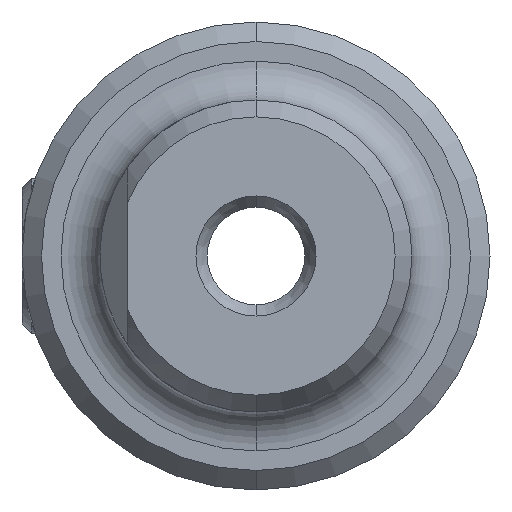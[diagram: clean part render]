
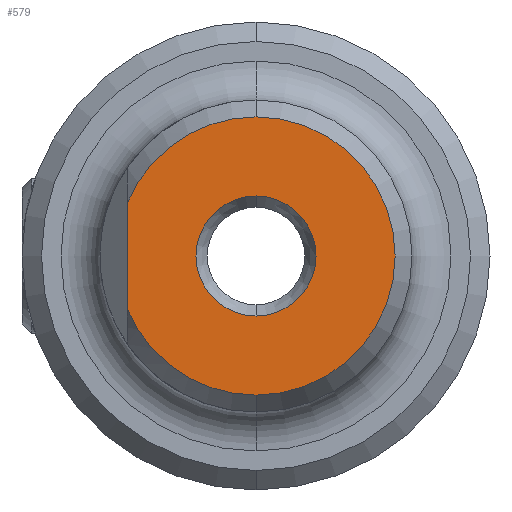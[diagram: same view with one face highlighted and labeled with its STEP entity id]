
A CAD part, left-side view. The second image highlights one B-rep face of the part: STEP entity #579.
In plain terms, the highlighted planar face has unit normal (-1, 0, 0).
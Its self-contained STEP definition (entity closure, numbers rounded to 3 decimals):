
#37 = AXIS2_PLACEMENT_3D ( 'NONE', #1312, #233, #1492 ) ;
#47 = CIRCLE ( 'NONE', #256, 3.077 ) ;
#48 = CARTESIAN_POINT ( 'NONE',  ( 0., 6.6, 0. ) ) ;
#56 = EDGE_CURVE ( 'NONE', #250, #381, #2218, .T. ) ;
#72 = CARTESIAN_POINT ( 'NONE',  ( 0., 6.6, -2.708 ) ) ;
#88 = CARTESIAN_POINT ( 'NONE',  ( 0., 0., 3.077 ) ) ;
#90 = DIRECTION ( 'NONE',  ( -1., 0., 0. ) ) ;
#131 = FACE_OUTER_BOUND ( 'NONE', #271, .T. ) ;
#168 = EDGE_LOOP ( 'NONE', ( #2176, #590 ) ) ;
#183 = PLANE ( 'NONE',  #1953 ) ;
#195 = ORIENTED_EDGE ( 'NONE', *, *, #1025, .T. ) ;
#233 = DIRECTION ( 'NONE',  ( -1., 0., 0. ) ) ;
#250 = VERTEX_POINT ( 'NONE', #88 ) ;
#256 = AXIS2_PLACEMENT_3D ( 'NONE', #1496, #1685, #604 ) ;
#268 = CARTESIAN_POINT ( 'NONE',  ( 0., 0., -3.077 ) ) ;
#271 = EDGE_LOOP ( 'NONE', ( #195, #378, #696, #1515 ) ) ;
#336 = EDGE_CURVE ( 'NONE', #381, #250, #47, .T. ) ;
#378 = ORIENTED_EDGE ( 'NONE', *, *, #1677, .T. ) ;
#381 = VERTEX_POINT ( 'NONE', #268 ) ;
#439 = DIRECTION ( 'NONE',  ( -1., 0., 0. ) ) ;
#495 = LINE ( 'NONE', #48, #922 ) ;
#579 = ADVANCED_FACE ( 'NONE', ( #1264, #131 ), #183, .F. ) ;
#590 = ORIENTED_EDGE ( 'NONE', *, *, #336, .F. ) ;
#604 = DIRECTION ( 'NONE',  ( 0., 0., 1. ) ) ;
#661 = DIRECTION ( 'NONE',  ( 0., 0., 1. ) ) ;
#696 = ORIENTED_EDGE ( 'NONE', *, *, #2231, .T. ) ;
#775 = AXIS2_PLACEMENT_3D ( 'NONE', #1172, #90, #1358 ) ;
#843 = AXIS2_PLACEMENT_3D ( 'NONE', #1508, #439, #1699 ) ;
#853 = CARTESIAN_POINT ( 'NONE',  ( 0., 0., 0. ) ) ;
#868 = CARTESIAN_POINT ( 'NONE',  ( 0., 6.6, 2.708 ) ) ;
#922 = VECTOR ( 'NONE', #954, 1000. ) ;
#954 = DIRECTION ( 'NONE',  ( 0., 0., -1. ) ) ;
#1025 = EDGE_CURVE ( 'NONE', #1080, #1093, #1882, .T. ) ;
#1027 = EDGE_CURVE ( 'NONE', #1989, #1080, #495, .T. ) ;
#1080 = VERTEX_POINT ( 'NONE', #72 ) ;
#1086 = CIRCLE ( 'NONE', #775, 7.134 ) ;
#1093 = VERTEX_POINT ( 'NONE', #2269 ) ;
#1172 = CARTESIAN_POINT ( 'NONE',  ( 0., 0., 0. ) ) ;
#1264 = FACE_BOUND ( 'NONE', #168, .T. ) ;
#1312 = CARTESIAN_POINT ( 'NONE',  ( 0., 0., 0. ) ) ;
#1358 = DIRECTION ( 'NONE',  ( 0., 0., 1. ) ) ;
#1492 = DIRECTION ( 'NONE',  ( 0., 0., 1. ) ) ;
#1496 = CARTESIAN_POINT ( 'NONE',  ( 0., 0., 0. ) ) ;
#1508 = CARTESIAN_POINT ( 'NONE',  ( 0., 0., 0. ) ) ;
#1509 = CARTESIAN_POINT ( 'NONE',  ( 0., 0., 7.134 ) ) ;
#1515 = ORIENTED_EDGE ( 'NONE', *, *, #1027, .T. ) ;
#1677 = EDGE_CURVE ( 'NONE', #1093, #1833, #1948, .T. ) ;
#1685 = DIRECTION ( 'NONE',  ( -1., 0., 0. ) ) ;
#1699 = DIRECTION ( 'NONE',  ( 0., 0., 1. ) ) ;
#1765 = AXIS2_PLACEMENT_3D ( 'NONE', #853, #1924, #661 ) ;
#1833 = VERTEX_POINT ( 'NONE', #1509 ) ;
#1882 = CIRCLE ( 'NONE', #37, 7.134 ) ;
#1924 = DIRECTION ( 'NONE',  ( -1., 0., 0. ) ) ;
#1948 = CIRCLE ( 'NONE', #843, 7.134 ) ;
#1953 = AXIS2_PLACEMENT_3D ( 'NONE', #2195, #1966, #2136 ) ;
#1966 = DIRECTION ( 'NONE',  ( 1., 0., 0. ) ) ;
#1989 = VERTEX_POINT ( 'NONE', #868 ) ;
#2136 = DIRECTION ( 'NONE',  ( 0., 0., -1. ) ) ;
#2176 = ORIENTED_EDGE ( 'NONE', *, *, #56, .F. ) ;
#2195 = CARTESIAN_POINT ( 'NONE',  ( 0., 7.134, 0. ) ) ;
#2218 = CIRCLE ( 'NONE', #1765, 3.077 ) ;
#2231 = EDGE_CURVE ( 'NONE', #1833, #1989, #1086, .T. ) ;
#2269 = CARTESIAN_POINT ( 'NONE',  ( 0., 0., -7.134 ) ) ;
